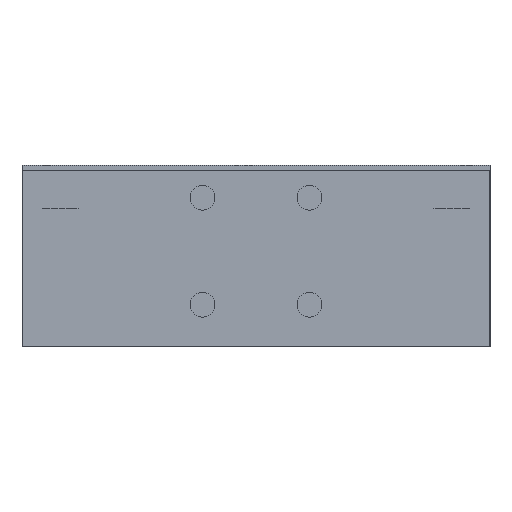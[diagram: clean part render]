
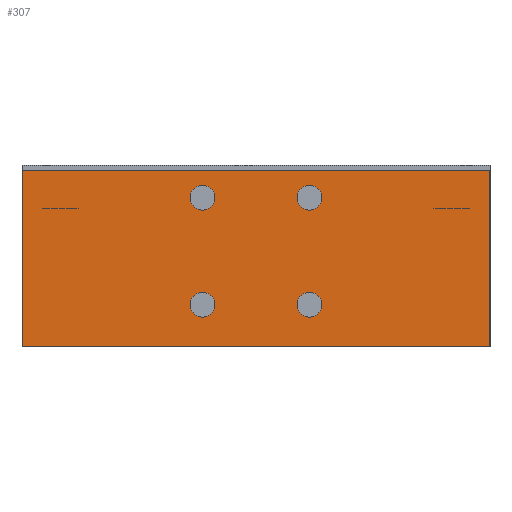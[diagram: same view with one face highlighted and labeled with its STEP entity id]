
A CAD part, left-side view. The second image highlights one B-rep face of the part: STEP entity #307.
In plain terms, the highlighted planar face has unit normal (-1, 0, 0).
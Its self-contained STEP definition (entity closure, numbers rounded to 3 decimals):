
#307 = ADVANCED_FACE( '', ( #750, #751, #752, #753, #754 ), #755, .F. );
#750 = FACE_BOUND( '', #1349, .T. );
#751 = FACE_BOUND( '', #1350, .T. );
#752 = FACE_BOUND( '', #1351, .T. );
#753 = FACE_BOUND( '', #1352, .T. );
#754 = FACE_OUTER_BOUND( '', #1353, .T. );
#755 = PLANE( '', #1354 );
#1349 = EDGE_LOOP( '', ( #2155 ) );
#1350 = EDGE_LOOP( '', ( #2156 ) );
#1351 = EDGE_LOOP( '', ( #2157 ) );
#1352 = EDGE_LOOP( '', ( #2158 ) );
#1353 = EDGE_LOOP( '', ( #2159, #2160, #2161, #2162 ) );
#1354 = AXIS2_PLACEMENT_3D( '', #2163, #2164, #2165 );
#2155 = ORIENTED_EDGE( '', *, *, #2826, .T. );
#2156 = ORIENTED_EDGE( '', *, *, #2885, .T. );
#2157 = ORIENTED_EDGE( '', *, *, #3008, .T. );
#2158 = ORIENTED_EDGE( '', *, *, #2964, .T. );
#2159 = ORIENTED_EDGE( '', *, *, #2797, .F. );
#2160 = ORIENTED_EDGE( '', *, *, #3009, .F. );
#2161 = ORIENTED_EDGE( '', *, *, #3010, .F. );
#2162 = ORIENTED_EDGE( '', *, *, #2844, .F. );
#2163 = CARTESIAN_POINT( '', ( -471., -28., 18. ) );
#2164 = DIRECTION( '', ( 1., 0., 0. ) );
#2165 = DIRECTION( '', ( 0., 1., 0. ) );
#2797 = EDGE_CURVE( '', #3211, #3213, #3214, .T. );
#2826 = EDGE_CURVE( '', #3262, #3262, #3263, .T. );
#2844 = EDGE_CURVE( '', #3213, #3293, #3294, .T. );
#2885 = EDGE_CURVE( '', #3363, #3363, #3364, .T. );
#2964 = EDGE_CURVE( '', #3490, #3490, #3491, .T. );
#3008 = EDGE_CURVE( '', #3557, #3557, #3558, .T. );
#3009 = EDGE_CURVE( '', #3559, #3211, #3560, .T. );
#3010 = EDGE_CURVE( '', #3293, #3559, #3561, .T. );
#3211 = VERTEX_POINT( '', #3816 );
#3213 = VERTEX_POINT( '', #3819 );
#3214 = LINE( '', #3820, #3821 );
#3262 = VERTEX_POINT( '', #3882 );
#3263 = CIRCLE( '', #3883, 2.6 );
#3293 = VERTEX_POINT( '', #3921 );
#3294 = LINE( '', #3922, #3923 );
#3363 = VERTEX_POINT( '', #4009 );
#3364 = CIRCLE( '', #4010, 2.6 );
#3490 = VERTEX_POINT( '', #4161 );
#3491 = CIRCLE( '', #4162, 2.6 );
#3557 = VERTEX_POINT( '', #4231 );
#3558 = CIRCLE( '', #4232, 2.6 );
#3559 = VERTEX_POINT( '', #4233 );
#3560 = LINE( '', #4234, #4235 );
#3561 = LINE( '', #4236, #4237 );
#3816 = CARTESIAN_POINT( '', ( -471., -49., -2. ) );
#3819 = CARTESIAN_POINT( '', ( -471., 49., -2. ) );
#3820 = CARTESIAN_POINT( '', ( -471., -49., -2. ) );
#3821 = VECTOR( '', #4518, 1000. );
#3882 = CARTESIAN_POINT( '', ( -471., 13.8, 6.8 ) );
#3883 = AXIS2_PLACEMENT_3D( '', #4559, #4560, #4561 );
#3921 = CARTESIAN_POINT( '', ( -471., 49., 35. ) );
#3922 = CARTESIAN_POINT( '', ( -471., 49., -2. ) );
#3923 = VECTOR( '', #4585, 1000. );
#4009 = CARTESIAN_POINT( '', ( -471., -8.6, 6.8 ) );
#4010 = AXIS2_PLACEMENT_3D( '', #4639, #4640, #4641 );
#4161 = CARTESIAN_POINT( '', ( -471., -8.6, 29.2 ) );
#4162 = AXIS2_PLACEMENT_3D( '', #4766, #4767, #4768 );
#4231 = CARTESIAN_POINT( '', ( -471., 13.8, 29.2 ) );
#4232 = AXIS2_PLACEMENT_3D( '', #4844, #4845, #4846 );
#4233 = CARTESIAN_POINT( '', ( -471., -49., 35. ) );
#4234 = CARTESIAN_POINT( '', ( -471., -49., 35. ) );
#4235 = VECTOR( '', #4847, 1000. );
#4236 = CARTESIAN_POINT( '', ( -471., 49., 35. ) );
#4237 = VECTOR( '', #4848, 1000. );
#4518 = DIRECTION( '', ( 0., 1., 0. ) );
#4559 = CARTESIAN_POINT( '', ( -471., 11.2, 6.8 ) );
#4560 = DIRECTION( '', ( 1., 0., 0. ) );
#4561 = DIRECTION( '', ( 0., 1., 0. ) );
#4585 = DIRECTION( '', ( 0., 0., 1. ) );
#4639 = CARTESIAN_POINT( '', ( -471., -11.2, 6.8 ) );
#4640 = DIRECTION( '', ( 1., 0., 0. ) );
#4641 = DIRECTION( '', ( 0., 1., 0. ) );
#4766 = CARTESIAN_POINT( '', ( -471., -11.2, 29.2 ) );
#4767 = DIRECTION( '', ( 1., 0., 0. ) );
#4768 = DIRECTION( '', ( 0., 1., 0. ) );
#4844 = CARTESIAN_POINT( '', ( -471., 11.2, 29.2 ) );
#4845 = DIRECTION( '', ( 1., 0., 0. ) );
#4846 = DIRECTION( '', ( 0., 1., 0. ) );
#4847 = DIRECTION( '', ( 0., 0., -1. ) );
#4848 = DIRECTION( '', ( 0., -1., 0. ) );
